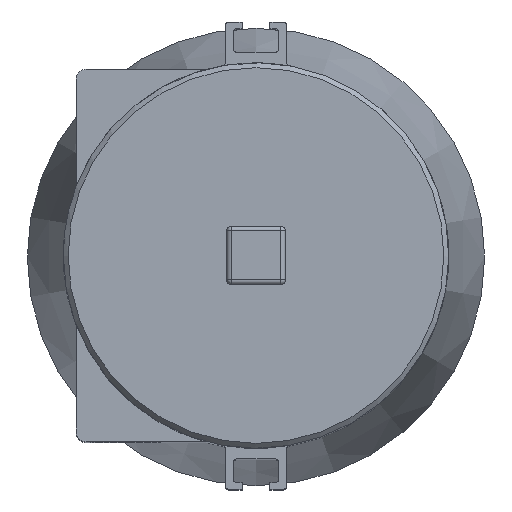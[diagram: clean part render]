
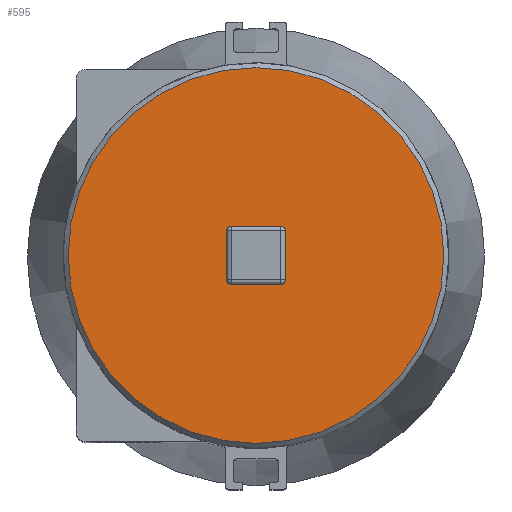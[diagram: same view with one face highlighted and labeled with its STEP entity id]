
A CAD part, top view. The second image highlights one B-rep face of the part: STEP entity #595.
In plain terms, the highlighted planar face has unit normal (0, 0, 1).
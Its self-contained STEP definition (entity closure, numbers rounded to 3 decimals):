
#595=ADVANCED_FACE('',(#2111,#2113),#2115,.F.);
#2111=FACE_BOUND('',#2112,.T.);
#2112=EDGE_LOOP('',(#3374));
#2113=FACE_BOUND('',#2114,.T.);
#2114=EDGE_LOOP('',(#3375,#3376,#3377,#3378,#3379,#3380,#3381,#3382));
#2115=PLANE('',#2116);
#2116=AXIS2_PLACEMENT_3D('',#2117,#2118,#2119);
#2117=CARTESIAN_POINT('',(0.,0.,152.5));
#2118=DIRECTION('',(0.,0.,-1.));
#2119=DIRECTION('',(-1.,0.,0.));
#3374=ORIENTED_EDGE('',*,*,#4256,.F.);
#3375=ORIENTED_EDGE('',*,*,#4347,.F.);
#3376=ORIENTED_EDGE('',*,*,#4348,.F.);
#3377=ORIENTED_EDGE('',*,*,#4349,.F.);
#3378=ORIENTED_EDGE('',*,*,#4350,.F.);
#3379=ORIENTED_EDGE('',*,*,#4351,.F.);
#3380=ORIENTED_EDGE('',*,*,#4352,.F.);
#3381=ORIENTED_EDGE('',*,*,#4353,.F.);
#3382=ORIENTED_EDGE('',*,*,#4354,.F.);
#4256=EDGE_CURVE('',#4796,#4796,#4797,.T.);
#4347=EDGE_CURVE('',#4935,#4936,#4937,.F.);
#4348=EDGE_CURVE('',#4938,#4935,#4939,.F.);
#4349=EDGE_CURVE('',#4940,#4938,#4941,.F.);
#4350=EDGE_CURVE('',#4942,#4940,#4943,.F.);
#4351=EDGE_CURVE('',#4944,#4942,#4945,.F.);
#4352=EDGE_CURVE('',#4946,#4944,#4947,.F.);
#4353=EDGE_CURVE('',#4948,#4946,#4949,.F.);
#4354=EDGE_CURVE('',#4936,#4948,#4950,.F.);
#4796=VERTEX_POINT('',#5830);
#4797=CIRCLE('',#5831,57.5);
#4935=VERTEX_POINT('',#6454);
#4936=VERTEX_POINT('',#6455);
#4937=CIRCLE('',#6456,1.5);
#4938=VERTEX_POINT('',#6460);
#4939=LINE('',#6461,#6462);
#4940=VERTEX_POINT('',#6464);
#4941=CIRCLE('',#6465,1.5);
#4942=VERTEX_POINT('',#6469);
#4943=LINE('',#6470,#6471);
#4944=VERTEX_POINT('',#6473);
#4945=CIRCLE('',#6474,1.5);
#4946=VERTEX_POINT('',#6478);
#4947=LINE('',#6479,#6480);
#4948=VERTEX_POINT('',#6482);
#4949=CIRCLE('',#6483,1.5);
#4950=LINE('',#6487,#6488);
#5830=CARTESIAN_POINT('',(-57.5,0.,152.5));
#5831=AXIS2_PLACEMENT_3D('',#5832,#5833,#5834);
#5832=CARTESIAN_POINT('',(0.,0.,152.5));
#5833=DIRECTION('',(0.,0.,-1.));
#5834=DIRECTION('',(-1.,0.,0.));
#6454=CARTESIAN_POINT('',(9.,7.5,152.5));
#6455=CARTESIAN_POINT('',(7.5,9.,152.5));
#6456=AXIS2_PLACEMENT_3D('',#6457,#6458,#6459);
#6457=CARTESIAN_POINT('',(7.5,7.5,152.5));
#6458=DIRECTION('',(0.,0.,-1.));
#6459=DIRECTION('',(0.,1.,0.));
#6460=CARTESIAN_POINT('',(9.,-7.5,152.5));
#6461=CARTESIAN_POINT('',(9.,7.5,152.5));
#6462=VECTOR('',#6463,1.);
#6463=DIRECTION('',(0.,-1.,0.));
#6464=CARTESIAN_POINT('',(7.5,-9.,152.5));
#6465=AXIS2_PLACEMENT_3D('',#6466,#6467,#6468);
#6466=CARTESIAN_POINT('',(7.5,-7.5,152.5));
#6467=DIRECTION('',(0.,0.,-1.));
#6468=DIRECTION('',(1.,0.,0.));
#6469=CARTESIAN_POINT('',(-7.5,-9.,152.5));
#6470=CARTESIAN_POINT('',(7.5,-9.,152.5));
#6471=VECTOR('',#6472,1.);
#6472=DIRECTION('',(-1.,0.,0.));
#6473=CARTESIAN_POINT('',(-9.,-7.5,152.5));
#6474=AXIS2_PLACEMENT_3D('',#6475,#6476,#6477);
#6475=CARTESIAN_POINT('',(-7.5,-7.5,152.5));
#6476=DIRECTION('',(0.,0.,-1.));
#6477=DIRECTION('',(0.,-1.,0.));
#6478=CARTESIAN_POINT('',(-9.,7.5,152.5));
#6479=CARTESIAN_POINT('',(-9.,-7.5,152.5));
#6480=VECTOR('',#6481,1.);
#6481=DIRECTION('',(0.,1.,0.));
#6482=CARTESIAN_POINT('',(-7.5,9.,152.5));
#6483=AXIS2_PLACEMENT_3D('',#6484,#6485,#6486);
#6484=CARTESIAN_POINT('',(-7.5,7.5,152.5));
#6485=DIRECTION('',(0.,0.,-1.));
#6486=DIRECTION('',(-1.,0.,0.));
#6487=CARTESIAN_POINT('',(-7.5,9.,152.5));
#6488=VECTOR('',#6489,1.);
#6489=DIRECTION('',(1.,0.,0.));
